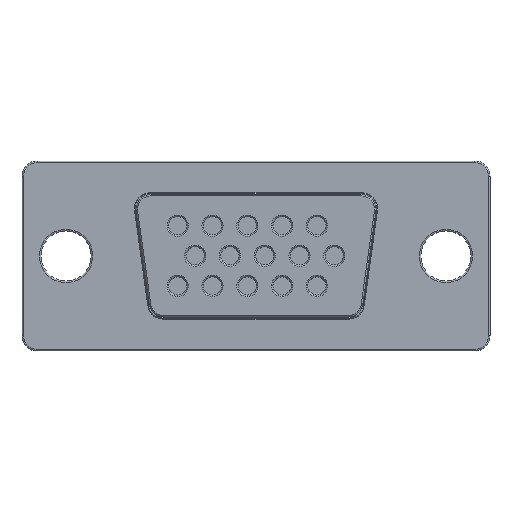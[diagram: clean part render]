
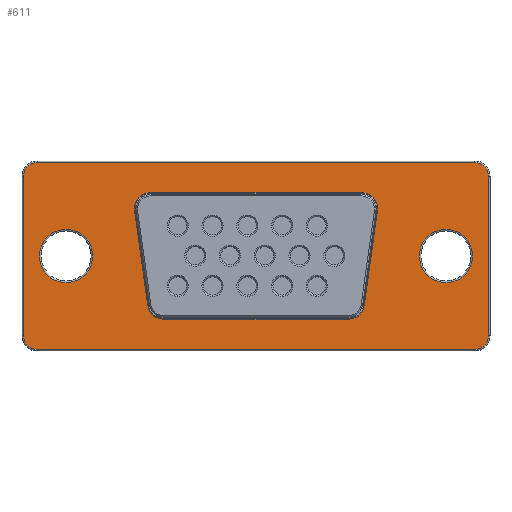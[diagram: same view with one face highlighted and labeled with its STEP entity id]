
A CAD part, top view. The second image highlights one B-rep face of the part: STEP entity #611.
In plain terms, the highlighted planar face has unit normal (0, 0, 1).
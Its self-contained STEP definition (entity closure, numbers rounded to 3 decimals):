
#224 = VERTEX_POINT('',#225);
#225 = CARTESIAN_POINT('',(-11.01,2.17,4.7));
#231 = EDGE_CURVE('',#224,#232,#234,.T.);
#232 = VERTEX_POINT('',#233);
#233 = CARTESIAN_POINT('',(-12.001,1.033,4.7));
#234 = CIRCLE('',#235,1.);
#235 = AXIS2_PLACEMENT_3D('',#236,#237,#238);
#236 = CARTESIAN_POINT('',(-11.01,1.17,4.7));
#237 = DIRECTION('',(0.,0.,1.));
#238 = DIRECTION('',(0.,-1.,0.));
#307 = VERTEX_POINT('',#308);
#308 = CARTESIAN_POINT('',(2.995,2.17,4.7));
#314 = EDGE_CURVE('',#224,#307,#315,.T.);
#315 = LINE('',#316,#317);
#316 = CARTESIAN_POINT('',(-12.158,2.17,4.7));
#317 = VECTOR('',#318,1.);
#318 = DIRECTION('',(1.,0.,0.));
#611 = ADVANCED_FACE('',(#612,#682,#693,#746),#757,.T.);
#612 = FACE_BOUND('',#613,.T.);
#613 = EDGE_LOOP('',(#614,#625,#633,#642,#650,#659,#667,#676));
#614 = ORIENTED_EDGE('',*,*,#615,.T.);
#615 = EDGE_CURVE('',#616,#618,#620,.T.);
#616 = VERTEX_POINT('',#617);
#617 = CARTESIAN_POINT('',(-18.408,4.17,4.7));
#618 = VERTEX_POINT('',#619);
#619 = CARTESIAN_POINT('',(-19.308,3.27,4.7));
#620 = CIRCLE('',#621,0.9);
#621 = AXIS2_PLACEMENT_3D('',#622,#623,#624);
#622 = CARTESIAN_POINT('',(-18.408,3.27,4.7));
#623 = DIRECTION('',(0.,0.,1.));
#624 = DIRECTION('',(0.,1.,0.));
#625 = ORIENTED_EDGE('',*,*,#626,.T.);
#626 = EDGE_CURVE('',#618,#627,#629,.T.);
#627 = VERTEX_POINT('',#628);
#628 = CARTESIAN_POINT('',(-19.308,-7.23,4.7));
#629 = LINE('',#630,#631);
#630 = CARTESIAN_POINT('',(-19.308,3.27,4.7));
#631 = VECTOR('',#632,1.);
#632 = DIRECTION('',(0.,-1.,0.));
#633 = ORIENTED_EDGE('',*,*,#634,.T.);
#634 = EDGE_CURVE('',#627,#635,#637,.T.);
#635 = VERTEX_POINT('',#636);
#636 = CARTESIAN_POINT('',(-18.408,-8.13,4.7));
#637 = CIRCLE('',#638,0.9);
#638 = AXIS2_PLACEMENT_3D('',#639,#640,#641);
#639 = CARTESIAN_POINT('',(-18.408,-7.23,4.7));
#640 = DIRECTION('',(0.,0.,1.));
#641 = DIRECTION('',(-1.,0.,0.));
#642 = ORIENTED_EDGE('',*,*,#643,.T.);
#643 = EDGE_CURVE('',#635,#644,#646,.T.);
#644 = VERTEX_POINT('',#645);
#645 = CARTESIAN_POINT('',(10.393,-8.13,4.7));
#646 = LINE('',#647,#648);
#647 = CARTESIAN_POINT('',(-18.408,-8.13,4.7));
#648 = VECTOR('',#649,1.);
#649 = DIRECTION('',(1.,0.,0.));
#650 = ORIENTED_EDGE('',*,*,#651,.T.);
#651 = EDGE_CURVE('',#644,#652,#654,.T.);
#652 = VERTEX_POINT('',#653);
#653 = CARTESIAN_POINT('',(11.293,-7.23,4.7));
#654 = CIRCLE('',#655,0.9);
#655 = AXIS2_PLACEMENT_3D('',#656,#657,#658);
#656 = CARTESIAN_POINT('',(10.393,-7.23,4.7));
#657 = DIRECTION('',(0.,0.,1.));
#658 = DIRECTION('',(0.,-1.,0.));
#659 = ORIENTED_EDGE('',*,*,#660,.T.);
#660 = EDGE_CURVE('',#652,#661,#663,.T.);
#661 = VERTEX_POINT('',#662);
#662 = CARTESIAN_POINT('',(11.293,3.27,4.7));
#663 = LINE('',#664,#665);
#664 = CARTESIAN_POINT('',(11.293,-7.23,4.7));
#665 = VECTOR('',#666,1.);
#666 = DIRECTION('',(0.,1.,0.));
#667 = ORIENTED_EDGE('',*,*,#668,.T.);
#668 = EDGE_CURVE('',#661,#669,#671,.T.);
#669 = VERTEX_POINT('',#670);
#670 = CARTESIAN_POINT('',(10.393,4.17,4.7));
#671 = CIRCLE('',#672,0.9);
#672 = AXIS2_PLACEMENT_3D('',#673,#674,#675);
#673 = CARTESIAN_POINT('',(10.393,3.27,4.7));
#674 = DIRECTION('',(0.,0.,1.));
#675 = DIRECTION('',(1.,0.,0.));
#676 = ORIENTED_EDGE('',*,*,#677,.T.);
#677 = EDGE_CURVE('',#669,#616,#678,.T.);
#678 = LINE('',#679,#680);
#679 = CARTESIAN_POINT('',(10.393,4.17,4.7));
#680 = VECTOR('',#681,1.);
#681 = DIRECTION('',(-1.,0.,0.));
#682 = FACE_BOUND('',#683,.T.);
#683 = EDGE_LOOP('',(#684));
#684 = ORIENTED_EDGE('',*,*,#685,.F.);
#685 = EDGE_CURVE('',#686,#686,#688,.T.);
#686 = VERTEX_POINT('',#687);
#687 = CARTESIAN_POINT('',(10.243,-1.98,4.7));
#688 = CIRCLE('',#689,1.75);
#689 = AXIS2_PLACEMENT_3D('',#690,#691,#692);
#690 = CARTESIAN_POINT('',(8.493,-1.98,4.7));
#691 = DIRECTION('',(0.,0.,1.));
#692 = DIRECTION('',(1.,0.,0.));
#693 = FACE_BOUND('',#694,.T.);
#694 = EDGE_LOOP('',(#695,#705,#714,#720,#721,#722,#731,#739));
#695 = ORIENTED_EDGE('',*,*,#696,.T.);
#696 = EDGE_CURVE('',#697,#699,#701,.T.);
#697 = VERTEX_POINT('',#698);
#698 = CARTESIAN_POINT('',(2.126,-6.13,4.7));
#699 = VERTEX_POINT('',#700);
#700 = CARTESIAN_POINT('',(-10.141,-6.13,4.7));
#701 = LINE('',#702,#703);
#702 = CARTESIAN_POINT('',(2.998,-6.13,4.7));
#703 = VECTOR('',#704,1.);
#704 = DIRECTION('',(-1.,0.,0.));
#705 = ORIENTED_EDGE('',*,*,#706,.T.);
#706 = EDGE_CURVE('',#699,#707,#709,.T.);
#707 = VERTEX_POINT('',#708);
#708 = CARTESIAN_POINT('',(-11.132,-5.267,4.7));
#709 = CIRCLE('',#710,1.);
#710 = AXIS2_PLACEMENT_3D('',#711,#712,#713);
#711 = CARTESIAN_POINT('',(-10.141,-5.13,4.7));
#712 = DIRECTION('',(0.,0.,-1.));
#713 = DIRECTION('',(0.,-1.,0.));
#714 = ORIENTED_EDGE('',*,*,#715,.T.);
#715 = EDGE_CURVE('',#707,#232,#716,.T.);
#716 = LINE('',#717,#718);
#717 = CARTESIAN_POINT('',(-11.013,-6.13,4.7));
#718 = VECTOR('',#719,1.);
#719 = DIRECTION('',(-0.137,0.991,0.));
#720 = ORIENTED_EDGE('',*,*,#231,.F.);
#721 = ORIENTED_EDGE('',*,*,#314,.T.);
#722 = ORIENTED_EDGE('',*,*,#723,.T.);
#723 = EDGE_CURVE('',#307,#724,#726,.T.);
#724 = VERTEX_POINT('',#725);
#725 = CARTESIAN_POINT('',(3.986,1.033,4.7));
#726 = CIRCLE('',#727,1.);
#727 = AXIS2_PLACEMENT_3D('',#728,#729,#730);
#728 = CARTESIAN_POINT('',(2.995,1.17,4.7));
#729 = DIRECTION('',(0.,0.,-1.));
#730 = DIRECTION('',(0.,-1.,0.));
#731 = ORIENTED_EDGE('',*,*,#732,.T.);
#732 = EDGE_CURVE('',#724,#733,#735,.T.);
#733 = VERTEX_POINT('',#734);
#734 = CARTESIAN_POINT('',(3.117,-5.267,4.7));
#735 = LINE('',#736,#737);
#736 = CARTESIAN_POINT('',(4.143,2.17,4.7));
#737 = VECTOR('',#738,1.);
#738 = DIRECTION('',(-0.137,-0.991,0.));
#739 = ORIENTED_EDGE('',*,*,#740,.T.);
#740 = EDGE_CURVE('',#733,#697,#741,.T.);
#741 = CIRCLE('',#742,1.);
#742 = AXIS2_PLACEMENT_3D('',#743,#744,#745);
#743 = CARTESIAN_POINT('',(2.126,-5.13,4.7));
#744 = DIRECTION('',(0.,0.,-1.));
#745 = DIRECTION('',(0.,-1.,0.));
#746 = FACE_BOUND('',#747,.T.);
#747 = EDGE_LOOP('',(#748));
#748 = ORIENTED_EDGE('',*,*,#749,.F.);
#749 = EDGE_CURVE('',#750,#750,#752,.T.);
#750 = VERTEX_POINT('',#751);
#751 = CARTESIAN_POINT('',(-14.758,-1.98,4.7));
#752 = CIRCLE('',#753,1.75);
#753 = AXIS2_PLACEMENT_3D('',#754,#755,#756);
#754 = CARTESIAN_POINT('',(-16.508,-1.98,4.7));
#755 = DIRECTION('',(0.,0.,1.));
#756 = DIRECTION('',(1.,0.,0.));
#757 = PLANE('',#758);
#758 = AXIS2_PLACEMENT_3D('',#759,#760,#761);
#759 = CARTESIAN_POINT('',(-4.008,-1.98,4.7));
#760 = DIRECTION('',(0.,0.,1.));
#761 = DIRECTION('',(1.,0.,0.));
